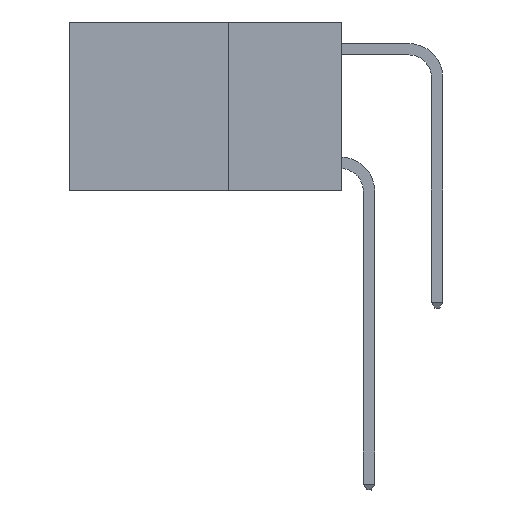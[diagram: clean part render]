
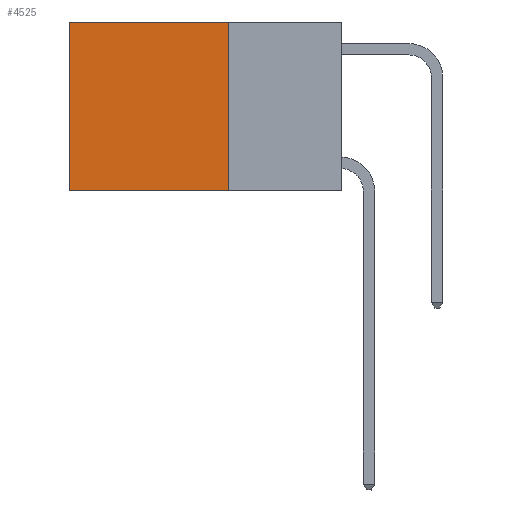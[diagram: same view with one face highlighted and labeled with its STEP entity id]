
A CAD part, left-side view. The second image highlights one B-rep face of the part: STEP entity #4525.
In plain terms, the highlighted planar face has unit normal (-1, 0, 0).
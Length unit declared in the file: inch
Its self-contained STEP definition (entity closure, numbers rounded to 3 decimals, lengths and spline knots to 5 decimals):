
#19 = DIRECTION ( 'NONE',  ( 1., 0., 0. ) ) ;
#30 = LINE ( 'NONE', #3337, #9487 ) ;
#155 = DIRECTION ( 'NONE',  ( 0., 1., 0. ) ) ;
#168 = EDGE_CURVE ( 'NONE', #4476, #3783, #12556, .T. ) ;
#888 = EDGE_LOOP ( 'NONE', ( #1965, #4233, #2735, #15181 ) ) ;
#1965 = ORIENTED_EDGE ( 'NONE', *, *, #168, .T. ) ;
#1974 = VECTOR ( 'NONE', #15070, 39.37008 ) ;
#2571 = VERTEX_POINT ( 'NONE', #15192 ) ;
#2735 = ORIENTED_EDGE ( 'NONE', *, *, #6363, .F. ) ;
#2736 = DIRECTION ( 'NONE',  ( 0., 0., -1. ) ) ;
#3145 = VECTOR ( 'NONE', #2736, 39.37008 ) ;
#3337 = CARTESIAN_POINT ( 'NONE',  ( 0.2625, 0.25, 0. ) ) ;
#3356 = LINE ( 'NONE', #14553, #6118 ) ;
#3520 = CARTESIAN_POINT ( 'NONE',  ( 0.2625, 0.6, 0. ) ) ;
#3783 = VERTEX_POINT ( 'NONE', #4555 ) ;
#3955 = LINE ( 'NONE', #6871, #1974 ) ;
#4233 = ORIENTED_EDGE ( 'NONE', *, *, #7996, .F. ) ;
#4476 = VERTEX_POINT ( 'NONE', #3520 ) ;
#4525 = ADVANCED_FACE ( 'NONE', ( #13789 ), #12972, .F. ) ;
#4555 = CARTESIAN_POINT ( 'NONE',  ( 0.2625, 0.6, -0.37 ) ) ;
#5521 = CARTESIAN_POINT ( 'NONE',  ( 0.2625, 0.25, 0. ) ) ;
#6118 = VECTOR ( 'NONE', #155, 39.37008 ) ;
#6363 = EDGE_CURVE ( 'NONE', #14898, #2571, #3955, .T. ) ;
#6871 = CARTESIAN_POINT ( 'NONE',  ( 0.2625, 0.25, 0. ) ) ;
#7112 = CARTESIAN_POINT ( 'NONE',  ( 0.2625, 0.25, 0. ) ) ;
#7996 = EDGE_CURVE ( 'NONE', #2571, #3783, #3356, .T. ) ;
#8325 = DIRECTION ( 'NONE',  ( 0., 0., -1. ) ) ;
#8380 = AXIS2_PLACEMENT_3D ( 'NONE', #7112, #19, #8325 ) ;
#9487 = VECTOR ( 'NONE', #11584, 39.37008 ) ;
#10747 = CARTESIAN_POINT ( 'NONE',  ( 0.2625, 0.6, 0. ) ) ;
#11584 = DIRECTION ( 'NONE',  ( 0., 1., 0. ) ) ;
#12556 = LINE ( 'NONE', #10747, #3145 ) ;
#12972 = PLANE ( 'NONE',  #8380 ) ;
#13764 = EDGE_CURVE ( 'NONE', #14898, #4476, #30, .T. ) ;
#13789 = FACE_OUTER_BOUND ( 'NONE', #888, .T. ) ;
#14553 = CARTESIAN_POINT ( 'NONE',  ( 0.2625, 0.25, -0.37 ) ) ;
#14898 = VERTEX_POINT ( 'NONE', #5521 ) ;
#15070 = DIRECTION ( 'NONE',  ( 0., 0., -1. ) ) ;
#15181 = ORIENTED_EDGE ( 'NONE', *, *, #13764, .T. ) ;
#15192 = CARTESIAN_POINT ( 'NONE',  ( 0.2625, 0.25, -0.37 ) ) ;
